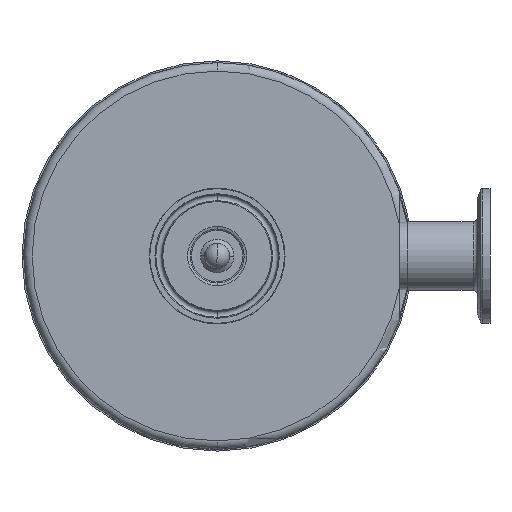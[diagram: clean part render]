
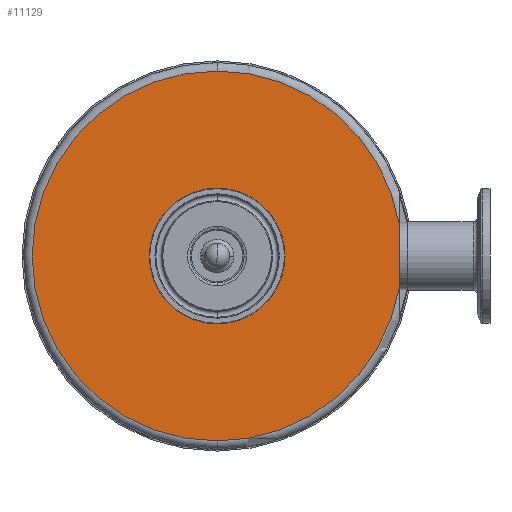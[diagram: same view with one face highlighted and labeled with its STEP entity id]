
A CAD part, front view. The second image highlights one B-rep face of the part: STEP entity #11129.
In plain terms, the highlighted planar face has unit normal (0, -1, 0).
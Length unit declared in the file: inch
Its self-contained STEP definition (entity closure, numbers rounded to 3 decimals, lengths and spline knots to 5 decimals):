
#1648 = AXIS2_PLACEMENT_3D ( 'NONE', #11587, #11592, #11593 ) ;
#2088 = VERTEX_POINT ( 'NONE', #13437 ) ;
#2112 = VERTEX_POINT ( 'NONE', #13354 ) ;
#2113 = VERTEX_POINT ( 'NONE', #13353 ) ;
#2139 = VERTEX_POINT ( 'NONE', #13297 ) ;
#2388 = CARTESIAN_POINT ( 'NONE',  ( 0., 0.84, 0. ) ) ;
#2389 = DIRECTION ( 'NONE',  ( 0., -1., 0. ) ) ;
#2390 = DIRECTION ( 'NONE',  ( 0., 0., -1. ) ) ;
#2481 = CARTESIAN_POINT ( 'NONE',  ( 0., 0.84, 0. ) ) ;
#2482 = DIRECTION ( 'NONE',  ( 0., -1., 0. ) ) ;
#2483 = DIRECTION ( 'NONE',  ( 0., 0., -1. ) ) ;
#2563 = CARTESIAN_POINT ( 'NONE',  ( 0., 0.84, 0. ) ) ;
#2564 = DIRECTION ( 'NONE',  ( 0., -1., 0. ) ) ;
#2565 = DIRECTION ( 'NONE',  ( 0., 0., -1. ) ) ;
#2689 = CARTESIAN_POINT ( 'NONE',  ( 0., 0.84, 0. ) ) ;
#2691 = DIRECTION ( 'NONE',  ( 0., -1., 0. ) ) ;
#2693 = DIRECTION ( 'NONE',  ( 0., 0., -1. ) ) ;
#3939 = EDGE_LOOP ( 'NONE', ( #16925, #16928 ) ) ;
#3944 = EDGE_LOOP ( 'NONE', ( #16927, #16930, #16929, #16932 ) ) ;
#4167 = DIRECTION ( 'NONE',  ( 0., 0., -1. ) ) ;
#4168 = DIRECTION ( 'NONE',  ( 0., -1., 0. ) ) ;
#4169 = CARTESIAN_POINT ( 'NONE',  ( 0., 0.84, 0. ) ) ;
#4593 = AXIS2_PLACEMENT_3D ( 'NONE', #2689, #2691, #2693 ) ;
#4603 = AXIS2_PLACEMENT_3D ( 'NONE', #2563, #2564, #2565 ) ;
#4625 = AXIS2_PLACEMENT_3D ( 'NONE', #2481, #2482, #2483 ) ;
#4640 = AXIS2_PLACEMENT_3D ( 'NONE', #2388, #2389, #2390 ) ;
#5055 = AXIS2_PLACEMENT_3D ( 'NONE', #4169, #4168, #4167 ) ;
#5156 = EDGE_CURVE ( 'NONE', #2112, #8860, #8955, .T. ) ;
#5984 = EDGE_CURVE ( 'NONE', #8860, #2139, #9308, .T. ) ;
#6719 = EDGE_CURVE ( 'NONE', #2088, #2112, #15892, .T. ) ;
#6745 = EDGE_CURVE ( 'NONE', #8460, #2113, #15915, .T. ) ;
#6775 = EDGE_CURVE ( 'NONE', #2139, #2088, #15960, .T. ) ;
#6799 = EDGE_CURVE ( 'NONE', #2113, #8460, #15993, .T. ) ;
#8460 = VERTEX_POINT ( 'NONE', #10611 ) ;
#8860 = VERTEX_POINT ( 'NONE', #10817 ) ;
#8955 = CIRCLE ( 'NONE', #5055, 2.725 ) ;
#9308 = LINE ( 'NONE', #17530, #9311 ) ;
#9311 = VECTOR ( 'NONE', #17558, 39.37008 ) ;
#10361 = FACE_BOUND ( 'NONE', #3939, .T. ) ;
#10372 = FACE_OUTER_BOUND ( 'NONE', #3944, .T. ) ;
#10611 = CARTESIAN_POINT ( 'NONE',  ( 0., 0.84, -1. ) ) ;
#10817 = CARTESIAN_POINT ( 'NONE',  ( 2.685, 0.84, -0.46519 ) ) ;
#11129 = ADVANCED_FACE ( 'NONE', ( #10361, #10372 ), #11590, .T. ) ;
#11587 = CARTESIAN_POINT ( 'NONE',  ( 1., 0.84, 0. ) ) ;
#11590 = PLANE ( 'NONE',  #1648 ) ;
#11592 = DIRECTION ( 'NONE',  ( 0., -1., 0. ) ) ;
#11593 = DIRECTION ( 'NONE',  ( 0., 0., -1. ) ) ;
#13297 = CARTESIAN_POINT ( 'NONE',  ( 2.685, 0.84, 0.46519 ) ) ;
#13353 = CARTESIAN_POINT ( 'NONE',  ( 0., 0.84, 1. ) ) ;
#13354 = CARTESIAN_POINT ( 'NONE',  ( 0., 0.84, -2.725 ) ) ;
#13437 = CARTESIAN_POINT ( 'NONE',  ( 0., 0.84, 2.725 ) ) ;
#15892 = CIRCLE ( 'NONE', #4640, 2.725 ) ;
#15915 = CIRCLE ( 'NONE', #4625, 1. ) ;
#15960 = CIRCLE ( 'NONE', #4603, 2.725 ) ;
#15993 = CIRCLE ( 'NONE', #4593, 1. ) ;
#16925 = ORIENTED_EDGE ( 'NONE', *, *, #6745, .F. ) ;
#16927 = ORIENTED_EDGE ( 'NONE', *, *, #6775, .T. ) ;
#16928 = ORIENTED_EDGE ( 'NONE', *, *, #6799, .F. ) ;
#16929 = ORIENTED_EDGE ( 'NONE', *, *, #5156, .T. ) ;
#16930 = ORIENTED_EDGE ( 'NONE', *, *, #6719, .T. ) ;
#16932 = ORIENTED_EDGE ( 'NONE', *, *, #5984, .T. ) ;
#17530 = CARTESIAN_POINT ( 'NONE',  ( 2.685, 0.84, 0. ) ) ;
#17558 = DIRECTION ( 'NONE',  ( 0., 0., 1. ) ) ;
